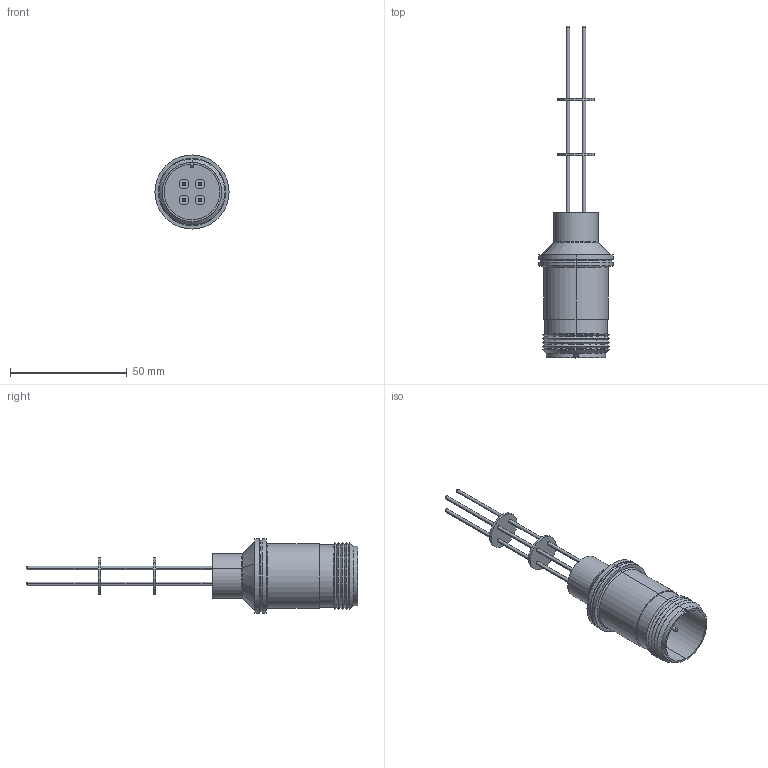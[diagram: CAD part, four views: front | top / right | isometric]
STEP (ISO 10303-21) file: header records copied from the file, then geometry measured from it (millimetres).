
FILE_DESCRIPTION (( 'STEP AP203' ), '1' );
FILE_NAME ('A0429-4-W.STEP', '2012-11-20T12:38:54', ( '' ), ( '' ), 'SwSTEP 2.0', 'SolidWorks 2012', '' );
FILE_SCHEMA (( 'CONFIG_CONTROL_DESIGN' ));
Length unit declared in the file: inch
Products named in the file (1): A0429-4-W
Bounding box: 31.75 x 142.11 x 31.75 mm (x, y, z)
Volume: 9986.4 mm3; surface area: 17515.4 mm2
Topology: 1 solids, 1 shells, 185 faces, 386 edges, 238 vertices
Faces by surface type: cylinder 86, plane 49, torus 26, cone 24
Entity records: 5087 total; most frequent: DIRECTION 998, CARTESIAN_POINT 834, ORIENTED_EDGE 772, AXIS2_PLACEMENT_3D 434, EDGE_CURVE 386, CIRCLE 248, VERTEX_POINT 238, EDGE_LOOP 232
